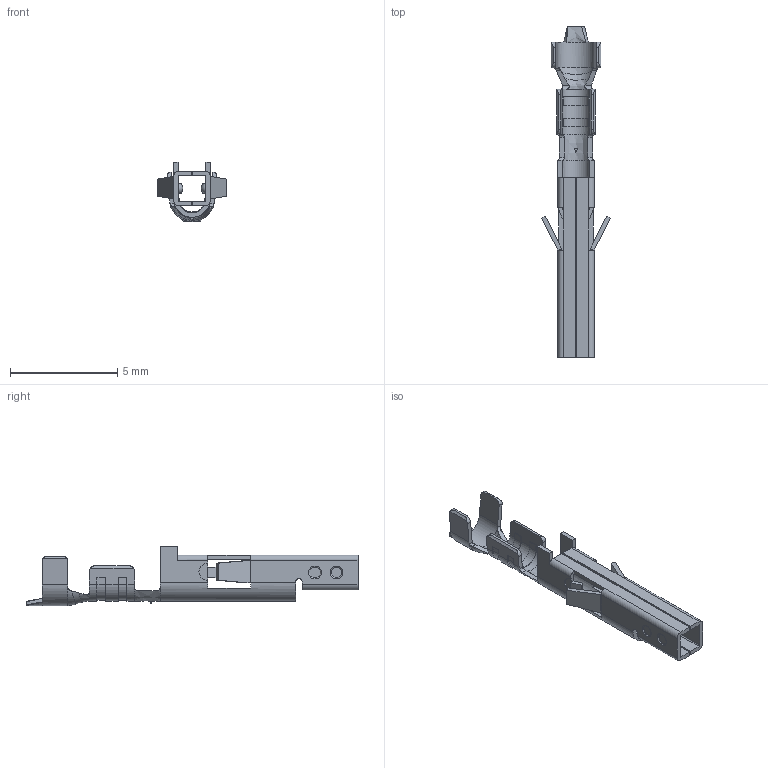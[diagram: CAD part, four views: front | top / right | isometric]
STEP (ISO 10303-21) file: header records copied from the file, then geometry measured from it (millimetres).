
FILE_DESCRIPTION(/* description */ ('Unknown'),/* implementation_level */ '2;1');
FILE_NAME(/* name */ '64900713722',/* time_stamp */ '2016-06-27T15:48:04+02:00',/* author */ ('Unknown'),/* organization */ ('Unknown'),/* preprocessor_version */ 'ST-DEVELOPER v16.7',/* originating_system */ 'DEX',/* authorisation */ $);
FILE_SCHEMA (('AUTOMOTIVE_DESIGN {1 0 10303 214 3 1 1}'));
Length unit declared in the file: millimetre
Products named in the file (1): 64900713722
Bounding box: 3.2 x 15.45 x 2.75 mm (x, y, z)
Volume: 13.9 mm3; surface area: 159 mm2
Topology: 1 solids, 1 shells, 234 faces, 631 edges, 404 vertices
Faces by surface type: plane 150, cylinder 56, bspline 20, torus 8
Full cylindrical faces by diameter (mm): 0.35 x2, 0.5 x2
Entity records: 8054 total; most frequent: CARTESIAN_POINT 2376, ORIENTED_EDGE 1222, DIRECTION 1089, EDGE_CURVE 611, VERTEX_POINT 396, LINE 385, VECTOR 385, AXIS2_PLACEMENT_3D 352
